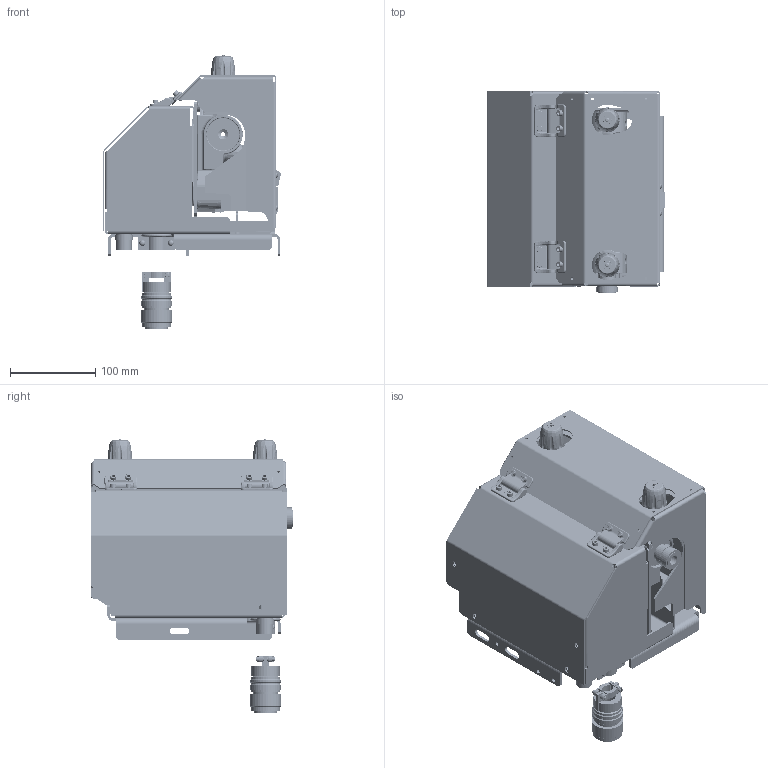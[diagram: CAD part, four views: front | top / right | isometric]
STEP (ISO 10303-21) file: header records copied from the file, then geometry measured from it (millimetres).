
FILE_DESCRIPTION(/* description */ ('Unknown'),/* implementation_level */ '2;1');
FILE_NAME(/* name */ 'K3002-2',/* time_stamp */ '2017-01-25T15:49:27-05:00',/* author */ ('Unknown'),/* organization */ ('Unknown'),/* preprocessor_version */ 'ST-DEVELOPER v16.7',/* originating_system */ 'DEX',/* authorisation */ $);
FILE_SCHEMA (('AUTOMOTIVE_DESIGN {1 0 10303 214 3 1 1}'));
Products named in the file (1): K3002-2 G6925-3 4R100 Wire Feeder
Bounding box: 208.85 x 236.14 x 322.04 mm (x, y, z)
Volume: 1194624.7 mm3; surface area: 818105.7 mm2
Topology: 16 solids, 28 shells, 3775 faces, 9661 edges, 5989 vertices
Faces by surface type: plane 1331, cylinder 1113, bspline 468, torus 443, cone 285, sphere 135
Full cylindrical faces by diameter (mm): 1.51 x4, 1.524 x3, 2.413 x8, 2.438 x28, 2.794 x1, 3.053 x2, 3.302 x12, 3.327 x8, 3.4 x6, 3.454 x2, 3.556 x4, 3.962 x1, 4.064 x8, 4.166 x10, 4.5 x8, 4.53 x4, 4.699 x2, 4.75 x4, 4.826 x4, 4.877 x15, 4.902 x1, 4.976 x3, 5.08 x1, 5.105 x2, 5.182 x2, 5.4 x4, 5.436 x2, 5.486 x8, 6.096 x4, 6.35 x11
Entity records: 140279 total; most frequent: CARTESIAN_POINT 35207, ORIENTED_EDGE 17662, DIRECTION 17611, EDGE_CURVE 8831, AXIS2_PLACEMENT_3D 6961, VERTEX_POINT 5726, FACE_BOUND 4715, EDGE_LOOP 4708
